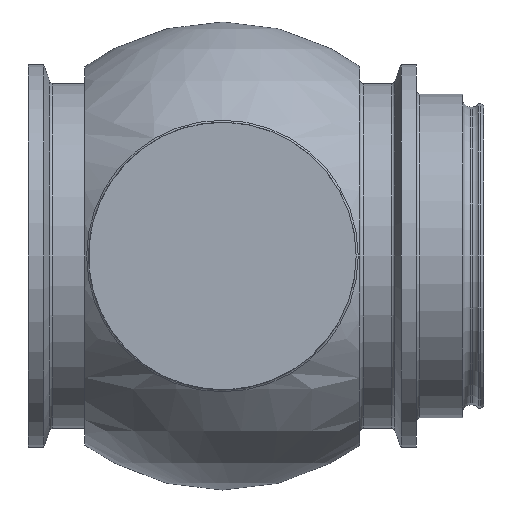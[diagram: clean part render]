
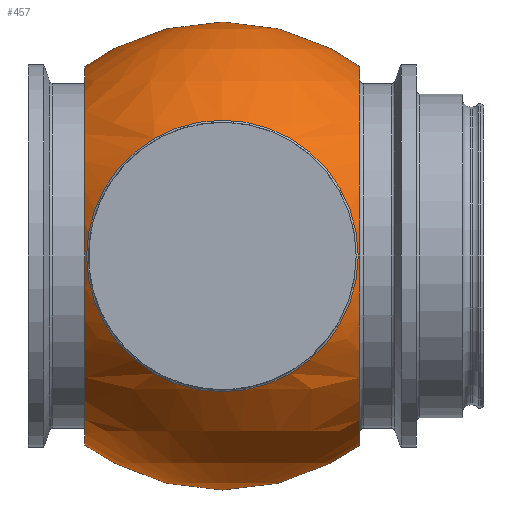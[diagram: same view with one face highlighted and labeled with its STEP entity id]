
A CAD part, left-side view. The second image highlights one B-rep face of the part: STEP entity #457.
In plain terms, the highlighted spherical face has radius 55.55 mm.
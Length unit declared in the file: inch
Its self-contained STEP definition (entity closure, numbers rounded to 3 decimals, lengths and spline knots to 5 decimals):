
#22=FACE_BOUND('',#106,.T.);
#23=FACE_BOUND('',#107,.T.);
#24=FACE_BOUND('',#108,.T.);
#29=SPHERICAL_SURFACE('',#552,2.187);
#79=FACE_OUTER_BOUND('',#105,.T.);
#105=EDGE_LOOP('',(#396,#397));
#106=EDGE_LOOP('',(#398));
#107=EDGE_LOOP('',(#399,#400));
#108=EDGE_LOOP('',(#401));
#122=CIRCLE('',#488,1.26925);
#127=CIRCLE('',#493,1.26925);
#171=CIRCLE('',#553,2.187);
#172=CIRCLE('',#554,1.77112);
#173=CIRCLE('',#555,1.76967);
#179=VERTEX_POINT('',#751);
#180=VERTEX_POINT('',#752);
#222=VERTEX_POINT('',#869);
#223=VERTEX_POINT('',#870);
#224=VERTEX_POINT('',#872);
#225=VERTEX_POINT('',#874);
#230=EDGE_CURVE('',#179,#180,#122,.T.);
#235=EDGE_CURVE('',#180,#179,#127,.T.);
#289=EDGE_CURVE('',#222,#223,#171,.T.);
#290=EDGE_CURVE('',#224,#224,#172,.T.);
#291=EDGE_CURVE('',#225,#225,#173,.T.);
#396=ORIENTED_EDGE('',*,*,#289,.T.);
#397=ORIENTED_EDGE('',*,*,#289,.F.);
#398=ORIENTED_EDGE('',*,*,#290,.T.);
#399=ORIENTED_EDGE('',*,*,#230,.F.);
#400=ORIENTED_EDGE('',*,*,#235,.F.);
#401=ORIENTED_EDGE('',*,*,#291,.F.);
#457=ADVANCED_FACE('',(#79,#22,#23,#24),#29,.T.);
#488=AXIS2_PLACEMENT_3D('',#753,#574,#575);
#493=AXIS2_PLACEMENT_3D('',#761,#584,#585);
#552=AXIS2_PLACEMENT_3D('',#868,#712,#713);
#553=AXIS2_PLACEMENT_3D('',#871,#714,#715);
#554=AXIS2_PLACEMENT_3D('',#873,#716,#717);
#555=AXIS2_PLACEMENT_3D('',#875,#718,#719);
#574=DIRECTION('center_axis',(-1.,0.,0.));
#575=DIRECTION('ref_axis',(0.,0.,-1.));
#584=DIRECTION('center_axis',(-1.,0.,0.));
#585=DIRECTION('ref_axis',(0.,0.,-1.));
#712=DIRECTION('center_axis',(0.,0.,1.));
#713=DIRECTION('ref_axis',(-1.,0.,0.));
#714=DIRECTION('center_axis',(0.,1.,0.));
#715=DIRECTION('ref_axis',(1.,0.,0.));
#716=DIRECTION('center_axis',(0.,1.,0.));
#717=DIRECTION('ref_axis',(0.,0.,1.));
#718=DIRECTION('center_axis',(0.,1.,0.));
#719=DIRECTION('ref_axis',(0.,0.,1.));
#751=CARTESIAN_POINT('',(-1.781,1.17375,0.));
#752=CARTESIAN_POINT('',(-1.781,2.443,1.26925));
#753=CARTESIAN_POINT('Origin',(-1.781,2.443,0.));
#761=CARTESIAN_POINT('Origin',(-1.781,2.443,0.));
#868=CARTESIAN_POINT('Origin',(0.,2.443,0.));
#869=CARTESIAN_POINT('',(0.,2.443,2.187));
#870=CARTESIAN_POINT('',(0.,2.443,-2.187));
#871=CARTESIAN_POINT('Origin',(0.,2.443,0.));
#872=CARTESIAN_POINT('',(-1.77112,1.16,0.));
#873=CARTESIAN_POINT('Origin',(0.,1.16,0.));
#874=CARTESIAN_POINT('',(-1.76967,3.728,0.));
#875=CARTESIAN_POINT('Origin',(0.,3.728,0.));
